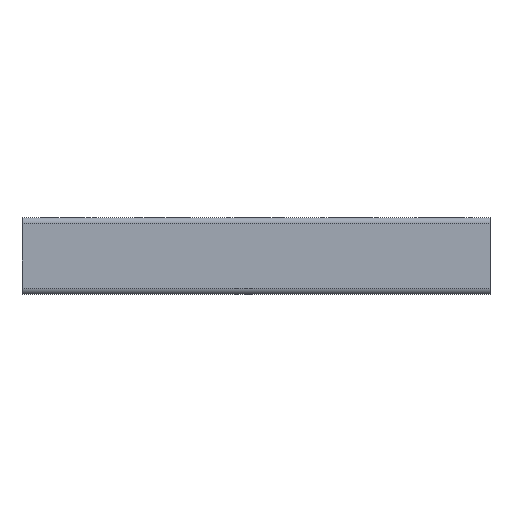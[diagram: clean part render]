
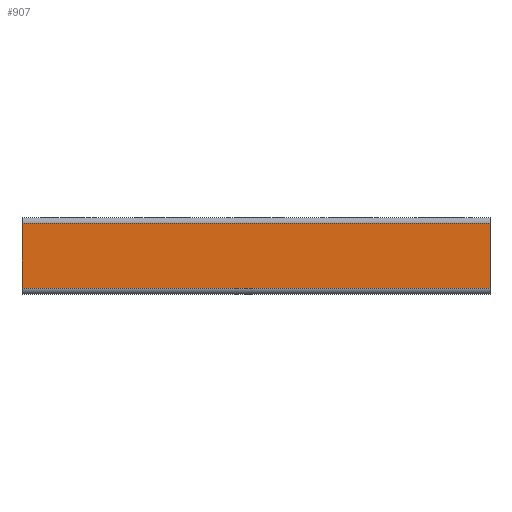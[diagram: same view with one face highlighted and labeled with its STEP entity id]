
A CAD part, top view. The second image highlights one B-rep face of the part: STEP entity #907.
In plain terms, the highlighted planar face has unit normal (0, 0, 1).
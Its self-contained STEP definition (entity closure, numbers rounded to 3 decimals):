
#6 = CARTESIAN_POINT ( 'NONE',  ( 250., -4.062, 29.396 ) ) ;
#24 = EDGE_CURVE ( 'NONE', #1211, #155, #748, .T. ) ;
#55 = VERTEX_POINT ( 'NONE', #1598 ) ;
#122 = EDGE_CURVE ( 'NONE', #55, #1558, #290, .T. ) ;
#146 = VECTOR ( 'NONE', #1572, 1000. ) ;
#155 = VERTEX_POINT ( 'NONE', #6 ) ;
#227 = DIRECTION ( 'NONE',  ( -1., 0., 0. ) ) ;
#262 = VECTOR ( 'NONE', #495, 1000. ) ;
#277 = LINE ( 'NONE', #1291, #835 ) ;
#290 = LINE ( 'NONE', #1431, #587 ) ;
#376 = CARTESIAN_POINT ( 'NONE',  ( 250., 30.657, 29.396 ) ) ;
#384 = CARTESIAN_POINT ( 'NONE',  ( 250., 0., 29.396 ) ) ;
#495 = DIRECTION ( 'NONE',  ( -1., 0., 0. ) ) ;
#518 = CARTESIAN_POINT ( 'NONE',  ( 250., 0., 29.396 ) ) ;
#545 = EDGE_CURVE ( 'NONE', #1211, #55, #1556, .T. ) ;
#587 = VECTOR ( 'NONE', #919, 1000. ) ;
#748 = LINE ( 'NONE', #518, #146 ) ;
#835 = VECTOR ( 'NONE', #1309, 1000. ) ;
#907 = ADVANCED_FACE ( 'NONE', ( #1552 ), #1153, .F. ) ;
#919 = DIRECTION ( 'NONE',  ( 0., -1., 0. ) ) ;
#981 = ORIENTED_EDGE ( 'NONE', *, *, #545, .T. ) ;
#1153 = PLANE ( 'NONE',  #1584 ) ;
#1174 = ORIENTED_EDGE ( 'NONE', *, *, #1301, .F. ) ;
#1211 = VERTEX_POINT ( 'NONE', #1624 ) ;
#1267 = ORIENTED_EDGE ( 'NONE', *, *, #24, .F. ) ;
#1270 = DIRECTION ( 'NONE',  ( 0., 0., -1. ) ) ;
#1291 = CARTESIAN_POINT ( 'NONE',  ( 250., -4.062, 29.396 ) ) ;
#1301 = EDGE_CURVE ( 'NONE', #155, #1558, #277, .T. ) ;
#1309 = DIRECTION ( 'NONE',  ( -1., 0., 0. ) ) ;
#1373 = CARTESIAN_POINT ( 'NONE',  ( 0., -4.062, 29.396 ) ) ;
#1431 = CARTESIAN_POINT ( 'NONE',  ( 0., 0., 29.396 ) ) ;
#1552 = FACE_OUTER_BOUND ( 'NONE', #1686, .T. ) ;
#1556 = LINE ( 'NONE', #376, #262 ) ;
#1558 = VERTEX_POINT ( 'NONE', #1373 ) ;
#1572 = DIRECTION ( 'NONE',  ( 0., -1., 0. ) ) ;
#1584 = AXIS2_PLACEMENT_3D ( 'NONE', #384, #1270, #227 ) ;
#1598 = CARTESIAN_POINT ( 'NONE',  ( 0., 30.657, 29.396 ) ) ;
#1624 = CARTESIAN_POINT ( 'NONE',  ( 250., 30.657, 29.396 ) ) ;
#1673 = ORIENTED_EDGE ( 'NONE', *, *, #122, .T. ) ;
#1686 = EDGE_LOOP ( 'NONE', ( #1673, #1174, #1267, #981 ) ) ;
